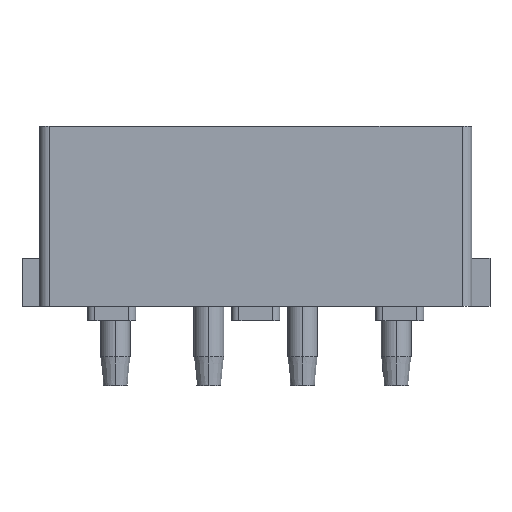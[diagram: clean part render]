
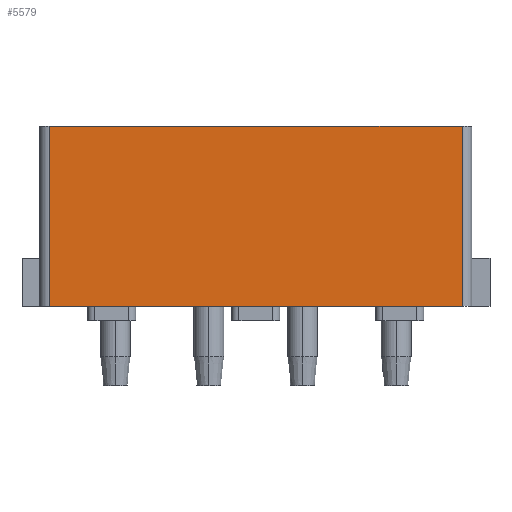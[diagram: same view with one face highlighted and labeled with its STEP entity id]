
A CAD part, front view. The second image highlights one B-rep face of the part: STEP entity #5579.
In plain terms, the highlighted planar face has unit normal (0, -1, 0).
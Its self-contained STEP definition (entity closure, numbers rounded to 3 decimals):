
#24=DIRECTION('',(-1.,0.,0.));
#25=VECTOR('',#24,21.844);
#26=CARTESIAN_POINT('',(10.922,-9.97,0.));
#27=LINE('',#26,#25);
#284=DIRECTION('',(-1.,0.,0.));
#285=VECTOR('',#284,21.844);
#286=CARTESIAN_POINT('',(10.922,-9.97,-9.525));
#287=LINE('',#286,#285);
#761=DIRECTION('',(0.,0.,-1.));
#762=VECTOR('',#761,9.525);
#763=CARTESIAN_POINT('',(10.922,-9.97,0.));
#764=LINE('',#763,#762);
#765=DIRECTION('',(0.,0.,-1.));
#766=VECTOR('',#765,9.525);
#767=CARTESIAN_POINT('',(-10.922,-9.97,0.));
#768=LINE('',#767,#766);
#4023=CARTESIAN_POINT('',(10.922,-9.97,-9.525));
#4025=VERTEX_POINT('',#4023);
#4026=CARTESIAN_POINT('',(10.922,-9.97,0.));
#4027=VERTEX_POINT('',#4026);
#4030=CARTESIAN_POINT('',(-10.922,-9.97,-9.525));
#4032=VERTEX_POINT('',#4030);
#4036=CARTESIAN_POINT('',(-10.922,-9.97,0.));
#4037=VERTEX_POINT('',#4036);
#5567=CARTESIAN_POINT('',(-11.43,-9.97,0.));
#5568=DIRECTION('',(0.,-1.,0.));
#5569=DIRECTION('',(1.,0.,0.));
#5570=AXIS2_PLACEMENT_3D('',#5567,#5568,#5569);
#5571=PLANE('',#5570);
#5573=ORIENTED_EDGE('',*,*,#5572,.T.);
#5574=ORIENTED_EDGE('',*,*,#4915,.T.);
#5575=ORIENTED_EDGE('',*,*,#5562,.F.);
#5576=ORIENTED_EDGE('',*,*,#4797,.F.);
#5577=EDGE_LOOP('',(#5573,#5574,#5575,#5576));
#5578=FACE_OUTER_BOUND('',#5577,.F.);
#4797=EDGE_CURVE('',#4027,#4037,#27,.T.);
#4915=EDGE_CURVE('',#4025,#4032,#287,.T.);
#5562=EDGE_CURVE('',#4037,#4032,#768,.T.);
#5572=EDGE_CURVE('',#4027,#4025,#764,.T.);
#5579=ADVANCED_FACE('',(#5578),#5571,.T.);
